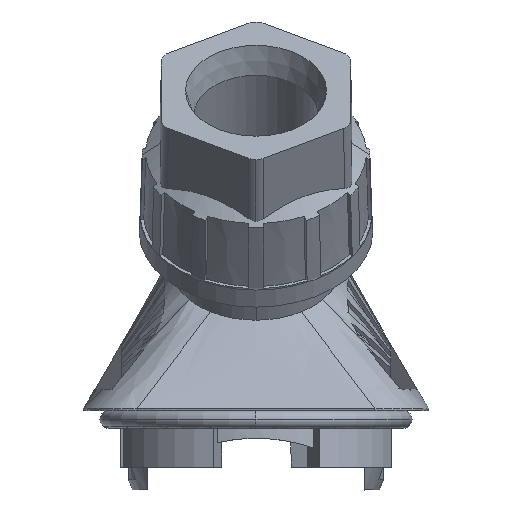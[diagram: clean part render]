
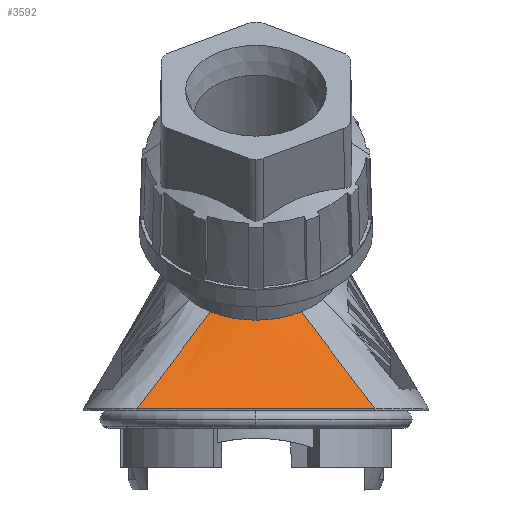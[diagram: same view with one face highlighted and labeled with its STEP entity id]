
A CAD part, front view. The second image highlights one B-rep face of the part: STEP entity #3592.
In plain terms, the highlighted free-form (B-spline) face has degree [4, 3] with [5, 4] control points.
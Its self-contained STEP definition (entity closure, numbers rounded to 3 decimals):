
#73=(
BOUNDED_SURFACE()
B_SPLINE_SURFACE(4,3,((#8628,#8629,#8630,#8631),(#8632,#8633,#8634,#8635),
(#8636,#8637,#8638,#8639),(#8640,#8641,#8642,#8643),(#8644,#8645,#8646,
#8647)),.UNSPECIFIED.,.F.,.F.,.U.)
B_SPLINE_SURFACE_WITH_KNOTS((5,5),(4,4),(0.028,1.),(0.003,
0.977),.UNSPECIFIED.)
GEOMETRIC_REPRESENTATION_ITEM()
RATIONAL_B_SPLINE_SURFACE(((1.,1.,1.,1.),(1.,1.,1.,1.),(0.984,
0.984,0.999,1.),(1.,1.,1.,1.),(1.,
1.,1.,1.)))
REPRESENTATION_ITEM('')
SURFACE()
);
#152=B_SPLINE_CURVE_WITH_KNOTS('',3,(#8657,#8658,#8659,#8660,#8661,#8662,
#8663,#8664,#8665,#8666),.UNSPECIFIED.,.F.,.U.,(4,3,3,4),(0.,0.518,
0.967,1.),.UNSPECIFIED.);
#324=(
BOUNDED_CURVE()
B_SPLINE_CURVE(3,(#8342,#8343,#8344,#8345),.UNSPECIFIED.,.F.,.U.)
B_SPLINE_CURVE_WITH_KNOTS((4,4),(0.003,0.977),
 .UNSPECIFIED.)
CURVE()
GEOMETRIC_REPRESENTATION_ITEM()
RATIONAL_B_SPLINE_CURVE((1.,1.,1.,1.))
REPRESENTATION_ITEM('')
);
#326=(
BOUNDED_CURVE()
B_SPLINE_CURVE(3,(#8652,#8653,#8654,#8655),.UNSPECIFIED.,.F.,.U.)
B_SPLINE_CURVE_WITH_KNOTS((4,4),(-0.974,-0.003),
 .UNSPECIFIED.)
CURVE()
GEOMETRIC_REPRESENTATION_ITEM()
RATIONAL_B_SPLINE_CURVE((1.,1.,1.,1.))
REPRESENTATION_ITEM('')
);
#466=CIRCLE('',#3844,12.);
#467=CIRCLE('',#3845,12.);
#703=VERTEX_POINT('',#8341);
#704=VERTEX_POINT('',#8346);
#713=VERTEX_POINT('',#8649);
#714=VERTEX_POINT('',#8651);
#715=VERTEX_POINT('',#8656);
#1502=EDGE_CURVE('',#703,#704,#324,.T.);
#1523=EDGE_CURVE('',#713,#703,#466,.T.);
#1524=EDGE_CURVE('',#714,#713,#467,.T.);
#1525=EDGE_CURVE('',#715,#714,#326,.T.);
#1526=EDGE_CURVE('',#704,#715,#152,.F.);
#2264=ORIENTED_EDGE('',*,*,#1523,.F.);
#2265=ORIENTED_EDGE('',*,*,#1524,.F.);
#2266=ORIENTED_EDGE('',*,*,#1525,.F.);
#2267=ORIENTED_EDGE('',*,*,#1526,.F.);
#2268=ORIENTED_EDGE('',*,*,#1502,.F.);
#3165=EDGE_LOOP('',(#2264,#2265,#2266,#2267,#2268));
#3379=FACE_BOUND('',#3165,.T.);
#3592=ADVANCED_FACE('',(#3379),#73,.T.);
#3844=AXIS2_PLACEMENT_3D('',#8648,#4312,#4313);
#3845=AXIS2_PLACEMENT_3D('',#8650,#4314,#4315);
#4312=DIRECTION('',(0.,0.,1.));
#4313=DIRECTION('',(-12.,0.,0.));
#4314=DIRECTION('',(0.,0.,1.));
#4315=DIRECTION('',(-12.,0.,0.));
#8341=CARTESIAN_POINT('',(48.4,-0.631,118.554));
#8342=CARTESIAN_POINT('',(48.4,-0.631,118.554));
#8343=CARTESIAN_POINT('',(42.896,-4.089,117.251));
#8344=CARTESIAN_POINT('',(37.393,-7.546,115.949));
#8345=CARTESIAN_POINT('',(31.889,-11.004,114.647));
#8346=CARTESIAN_POINT('',(31.889,-11.004,114.647));
#8628=CARTESIAN_POINT('',(48.4,-0.631,118.554));
#8629=CARTESIAN_POINT('',(42.896,-4.089,117.251));
#8630=CARTESIAN_POINT('',(37.393,-7.546,115.949));
#8631=CARTESIAN_POINT('',(31.889,-11.004,114.647));
#8632=CARTESIAN_POINT('',(46.702,2.071,118.554));
#8633=CARTESIAN_POINT('',(41.751,0.502,117.251));
#8634=CARTESIAN_POINT('',(36.801,-1.068,115.949));
#8635=CARTESIAN_POINT('',(31.85,-2.637,114.647));
#8636=CARTESIAN_POINT('',(45.748,5.752,118.554));
#8637=CARTESIAN_POINT('',(41.108,5.752,117.251));
#8638=CARTESIAN_POINT('',(36.465,5.752,115.949));
#8639=CARTESIAN_POINT('',(31.828,5.752,114.647));
#8640=CARTESIAN_POINT('',(46.702,9.433,118.554));
#8641=CARTESIAN_POINT('',(41.752,11.003,117.251));
#8642=CARTESIAN_POINT('',(36.801,12.572,115.949));
#8643=CARTESIAN_POINT('',(31.85,14.142,114.647));
#8644=CARTESIAN_POINT('',(48.4,12.136,118.554));
#8645=CARTESIAN_POINT('',(42.889,15.598,117.25));
#8646=CARTESIAN_POINT('',(37.378,19.06,115.946));
#8647=CARTESIAN_POINT('',(31.867,22.522,114.642));
#8648=CARTESIAN_POINT('',(58.561,5.752,118.554));
#8649=CARTESIAN_POINT('',(46.561,5.752,118.554));
#8650=CARTESIAN_POINT('',(58.561,5.752,118.554));
#8651=CARTESIAN_POINT('',(48.4,12.136,118.554));
#8652=CARTESIAN_POINT('',(31.889,22.509,114.647));
#8653=CARTESIAN_POINT('',(37.393,19.051,115.949));
#8654=CARTESIAN_POINT('',(42.896,15.593,117.251));
#8655=CARTESIAN_POINT('',(48.4,12.136,118.554));
#8656=CARTESIAN_POINT('',(31.889,22.509,114.647));
#8657=CARTESIAN_POINT('',(31.889,22.509,114.647));
#8658=CARTESIAN_POINT('',(31.879,16.722,114.652));
#8659=CARTESIAN_POINT('',(31.873,10.935,114.655));
#8660=CARTESIAN_POINT('',(31.873,5.149,114.655));
#8661=CARTESIAN_POINT('',(31.874,0.134,114.654));
#8662=CARTESIAN_POINT('',(31.88,-4.882,114.652));
#8663=CARTESIAN_POINT('',(31.887,-9.897,114.648));
#8664=CARTESIAN_POINT('',(31.888,-10.266,114.648));
#8665=CARTESIAN_POINT('',(31.888,-10.635,114.648));
#8666=CARTESIAN_POINT('',(31.889,-11.004,114.647));
